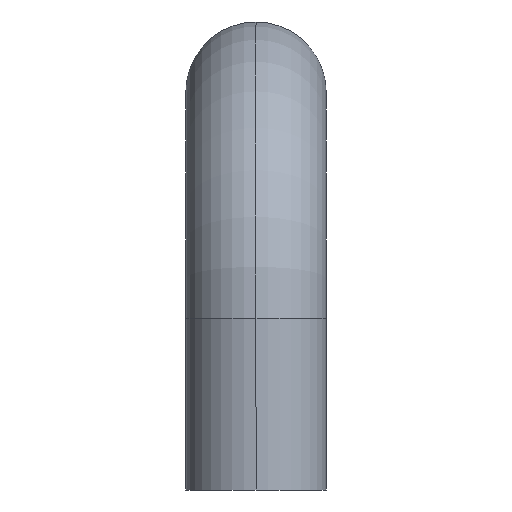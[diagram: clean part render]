
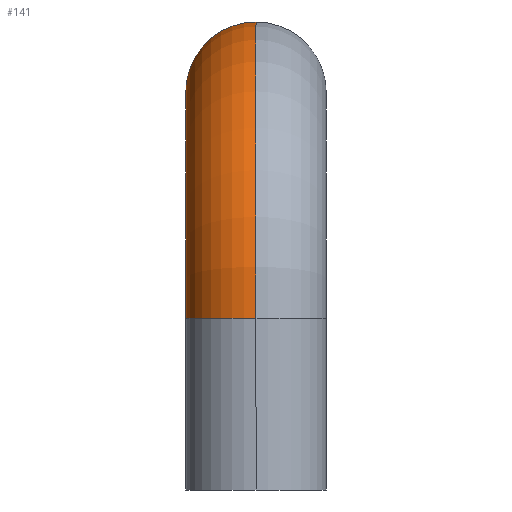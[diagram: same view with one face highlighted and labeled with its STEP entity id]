
A CAD part, left-side view. The second image highlights one B-rep face of the part: STEP entity #141.
In plain terms, the highlighted toroidal (fillet/blend) face has major radius 14.5 mm and minor radius 4.5 mm.
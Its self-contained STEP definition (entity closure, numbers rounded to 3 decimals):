
#10 = ORIENTED_EDGE ( 'NONE', *, *, #274, .F. ) ;
#13 = CARTESIAN_POINT ( 'NONE',  ( -25.5, 0., 21. ) ) ;
#21 = DIRECTION ( 'NONE',  ( 0., 1., 0. ) ) ;
#54 = AXIS2_PLACEMENT_3D ( 'NONE', #167, #376, #202 ) ;
#61 = DIRECTION ( 'NONE',  ( 0., 0., 1. ) ) ;
#83 = CARTESIAN_POINT ( 'NONE',  ( -25.5, 0., 25.5 ) ) ;
#85 = AXIS2_PLACEMENT_3D ( 'NONE', #199, #21, #229 ) ;
#87 = CIRCLE ( 'NONE', #85, 19. ) ;
#95 = EDGE_LOOP ( 'NONE', ( #121, #307, #165, #10 ) ) ;
#99 = AXIS2_PLACEMENT_3D ( 'NONE', #140, #349, #169 ) ;
#101 = VERTEX_POINT ( 'NONE', #13 ) ;
#113 = DIRECTION ( 'NONE',  ( 0., 0., 1. ) ) ;
#116 = CIRCLE ( 'NONE', #99, 4.5 ) ;
#121 = ORIENTED_EDGE ( 'NONE', *, *, #295, .F. ) ;
#125 = CIRCLE ( 'NONE', #54, 10. ) ;
#138 = AXIS2_PLACEMENT_3D ( 'NONE', #83, #298, #113 ) ;
#140 = CARTESIAN_POINT ( 'NONE',  ( -40., 0., 11. ) ) ;
#141 = ADVANCED_FACE ( 'NONE', ( #251 ), #233, .T. ) ;
#165 = ORIENTED_EDGE ( 'NONE', *, *, #323, .T. ) ;
#167 = CARTESIAN_POINT ( 'NONE',  ( -25.5, 0., 11. ) ) ;
#169 = DIRECTION ( 'NONE',  ( -1., 0., 0. ) ) ;
#192 = EDGE_CURVE ( 'NONE', #338, #226, #87, .T. ) ;
#199 = CARTESIAN_POINT ( 'NONE',  ( -25.5, 0., 11. ) ) ;
#201 = CARTESIAN_POINT ( 'NONE',  ( -25.5, 0., 30. ) ) ;
#202 = DIRECTION ( 'NONE',  ( 0., 0., 1. ) ) ;
#211 = CIRCLE ( 'NONE', #138, 4.5 ) ;
#226 = VERTEX_POINT ( 'NONE', #201 ) ;
#229 = DIRECTION ( 'NONE',  ( 0., 0., 1. ) ) ;
#233 = TOROIDAL_SURFACE ( 'NONE', #372, 14.5, 4.5 ) ;
#251 = FACE_OUTER_BOUND ( 'NONE', #95, .T. ) ;
#271 = CARTESIAN_POINT ( 'NONE',  ( -44.5, 0., 11. ) ) ;
#274 = EDGE_CURVE ( 'NONE', #355, #101, #125, .T. ) ;
#295 = EDGE_CURVE ( 'NONE', #338, #355, #116, .T. ) ;
#298 = DIRECTION ( 'NONE',  ( -1., 0., 0. ) ) ;
#307 = ORIENTED_EDGE ( 'NONE', *, *, #192, .T. ) ;
#313 = CARTESIAN_POINT ( 'NONE',  ( -25.5, 0., 11. ) ) ;
#323 = EDGE_CURVE ( 'NONE', #226, #101, #211, .T. ) ;
#338 = VERTEX_POINT ( 'NONE', #271 ) ;
#340 = DIRECTION ( 'NONE',  ( 0., 1., 0. ) ) ;
#349 = DIRECTION ( 'NONE',  ( 0., 0., -1. ) ) ;
#355 = VERTEX_POINT ( 'NONE', #377 ) ;
#372 = AXIS2_PLACEMENT_3D ( 'NONE', #313, #340, #61 ) ;
#376 = DIRECTION ( 'NONE',  ( 0., 1., 0. ) ) ;
#377 = CARTESIAN_POINT ( 'NONE',  ( -35.5, 0., 11. ) ) ;
